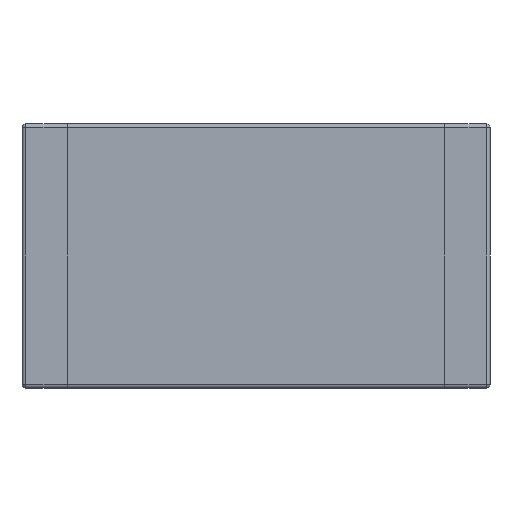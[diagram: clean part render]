
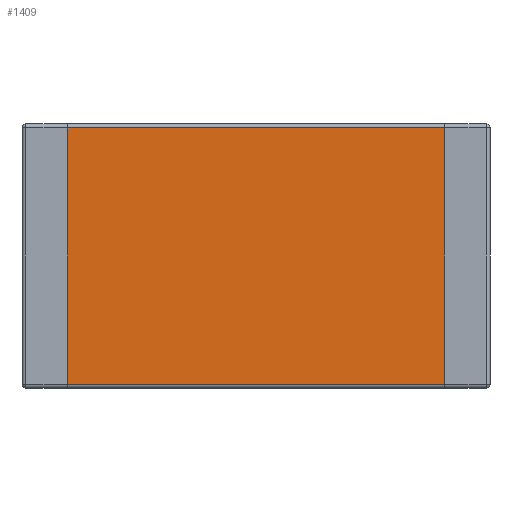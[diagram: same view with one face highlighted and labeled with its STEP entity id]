
A CAD part, front view. The second image highlights one B-rep face of the part: STEP entity #1409.
In plain terms, the highlighted planar face has unit normal (0, -1, 0).
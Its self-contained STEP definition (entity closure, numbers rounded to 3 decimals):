
#137 = CARTESIAN_POINT ( 'NONE',  ( -2.5, 0., -1.7 ) ) ;
#138 = CARTESIAN_POINT ( 'NONE',  ( 2.5, 0., -1.7 ) ) ;
#139 = DIRECTION ( 'NONE',  ( 0., 0., 1. ) ) ;
#140 = VECTOR ( 'NONE', #139, 1000. ) ;
#141 = CARTESIAN_POINT ( 'NONE',  ( -2.5, 0., -1.75 ) ) ;
#142 = LINE ( 'NONE', #141, #140 ) ;
#144 = DIRECTION ( 'NONE',  ( 0., 0., -1. ) ) ;
#145 = VECTOR ( 'NONE', #144, 1000. ) ;
#146 = CARTESIAN_POINT ( 'NONE',  ( 2.5, 0., -1.75 ) ) ;
#147 = LINE ( 'NONE', #146, #145 ) ;
#297 = CARTESIAN_POINT ( 'NONE',  ( -2.5, 0., 1.7 ) ) ;
#533 = CARTESIAN_POINT ( 'NONE',  ( 2.5, 0., 1.7 ) ) ;
#732 = DIRECTION ( 'NONE',  ( -1., 0., 0. ) ) ;
#733 = VECTOR ( 'NONE', #732, 1000. ) ;
#734 = CARTESIAN_POINT ( 'NONE',  ( -3.1, 0., 1.7 ) ) ;
#735 = LINE ( 'NONE', #734, #733 ) ;
#737 = DIRECTION ( 'NONE',  ( 1., 0., 0. ) ) ;
#738 = VECTOR ( 'NONE', #737, 1000. ) ;
#739 = CARTESIAN_POINT ( 'NONE',  ( 3.1, 0., -1.7 ) ) ;
#740 = LINE ( 'NONE', #739, #738 ) ;
#804 = DIRECTION ( 'NONE',  ( 0., 0., -1. ) ) ;
#805 = DIRECTION ( 'NONE',  ( 0., -1., 0. ) ) ;
#806 = CARTESIAN_POINT ( 'NONE',  ( 3.1, 0., -1.75 ) ) ;
#807 = AXIS2_PLACEMENT_3D ( 'NONE', #806, #805, #804 ) ;
#808 = PLANE ( 'NONE',  #807 ) ;
#823 = FACE_OUTER_BOUND ( 'NONE', #1410, .T. ) ;
#1205 = EDGE_CURVE ( 'NONE', #1327, #1214, #147, .T. ) ;
#1209 = EDGE_CURVE ( 'NONE', #1215, #1261, #142, .T. ) ;
#1214 = VERTEX_POINT ( 'NONE', #138 ) ;
#1215 = VERTEX_POINT ( 'NONE', #137 ) ;
#1261 = VERTEX_POINT ( 'NONE', #297 ) ;
#1327 = VERTEX_POINT ( 'NONE', #533 ) ;
#1388 = EDGE_CURVE ( 'NONE', #1215, #1214, #740, .T. ) ;
#1389 = ORIENTED_EDGE ( 'NONE', *, *, #1205, .F. ) ;
#1390 = ORIENTED_EDGE ( 'NONE', *, *, #1391, .T. ) ;
#1391 = EDGE_CURVE ( 'NONE', #1327, #1261, #735, .T. ) ;
#1409 = ADVANCED_FACE ( 'NONE', ( #823 ), #808, .T. ) ;
#1410 = EDGE_LOOP ( 'NONE', ( #1411, #1412, #1389, #1390 ) ) ;
#1411 = ORIENTED_EDGE ( 'NONE', *, *, #1209, .F. ) ;
#1412 = ORIENTED_EDGE ( 'NONE', *, *, #1388, .T. ) ;
